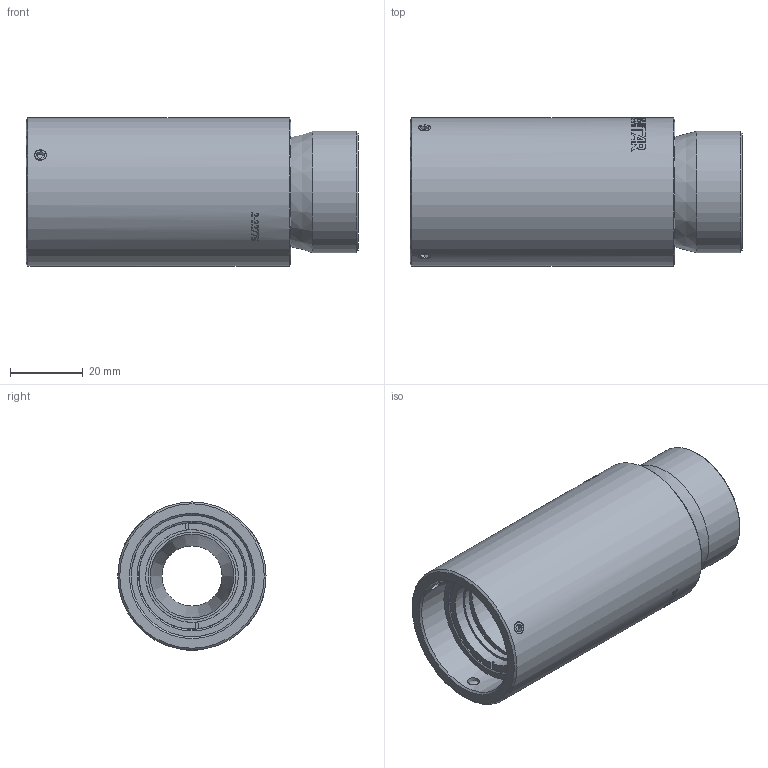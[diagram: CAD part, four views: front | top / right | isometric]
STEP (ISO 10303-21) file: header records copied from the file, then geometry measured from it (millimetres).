
FILE_DESCRIPTION(/* description */ ('BARREL, 400mm TUBE LENS'),/* implementation_level */ '2;1');
FILE_NAME(/* name */ '22775_0.stp',/* time_stamp */ '2016-01-25T14:59:50-05:00',/* author */ ('PODLENA'),/* organization */ ('NAVITAR'),/* preprocessor_version */ 'ST-DEVELOPER v16.1',/* originating_system */ 'Autodesk Inventor 2016',/* authorisation */ '');
FILE_SCHEMA (('AUTOMOTIVE_DESIGN { 1 0 10303 214 3 1 1 }'));
Length unit declared in the file: inch
Products named in the file (5): 22776; 22777; 17593; 7004; 22775
Assembly tree (6 placements, depth 2):
  22775
    22776
    22777
    17593
    7004  x3
Bounding box: 91.08 x 40.64 x 40.64 mm (x, y, z)
Volume: 70738.7 mm3; surface area: 30055.2 mm2
Topology: 6 solids, 6 shells, 111 faces, 345 edges, 276 vertices
Faces by surface type: cylinder 47, plane 45, cone 14, sphere 3, bspline 2
Full cylindrical faces by diameter (mm): 3.302 x3, 4.166 x3, 16.51 x1, 17.78 x1, 18.034 x1, 22.022 x1, 22.86 x1, 24.095 x1, 24.994 x1, 25.019 x1, 25.4 x1, 27.025 x1, 29.299 x1, 30.158 x1, 30.162 x1, 33.35 x2, 40.64 x1
Entity records: 12302 total; most frequent: CARTESIAN_POINT 9774, ORIENTED_EDGE 534, DIRECTION 366, EDGE_CURVE 267, VERTEX_POINT 244, EDGE_LOOP 159, AXIS2_PLACEMENT_3D 158, B_SPLINE_CURVE_WITH_KNOTS 157
